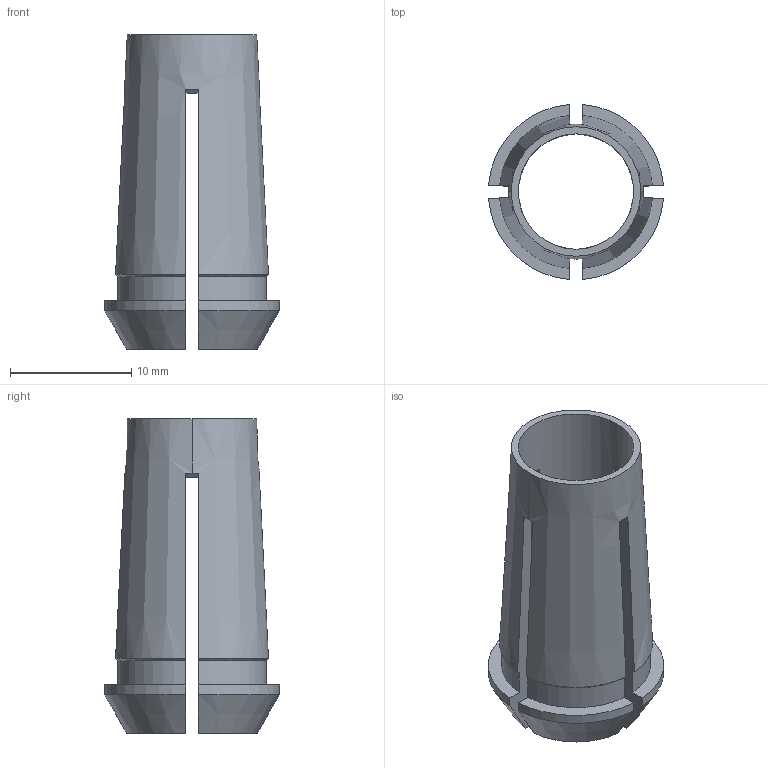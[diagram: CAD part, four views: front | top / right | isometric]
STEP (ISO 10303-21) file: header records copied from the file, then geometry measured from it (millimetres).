
FILE_DESCRIPTION (( 'STEP AP203' ), '1' );
FILE_NAME ('STP-5250-121-008-A24-1(83508-0.375).STEP', '2024-03-06T03:50:44', ( '' ), ( '' ), 'SwSTEP 2.0', 'SolidWorks 2017', '' );
FILE_SCHEMA (( 'CONFIG_CONTROL_DESIGN' ));
Length unit declared in the file: millimetre
Products named in the file (1): STP-5250-121-008-A24-1(83508-0.375)
Bounding box: 14.47 x 14.47 x 26 mm (x, y, z)
Volume: 962.3 mm3; surface area: 1912.2 mm2
Topology: 1 solids, 1 shells, 41 faces, 120 edges, 80 vertices
Faces by surface type: plane 17, cylinder 14, cone 10
Entity records: 1547 total; most frequent: CARTESIAN_POINT 406, ORIENTED_EDGE 240, DIRECTION 208, EDGE_CURVE 120, AXIS2_PLACEMENT_3D 82, VERTEX_POINT 80, LINE 44, VECTOR 44
